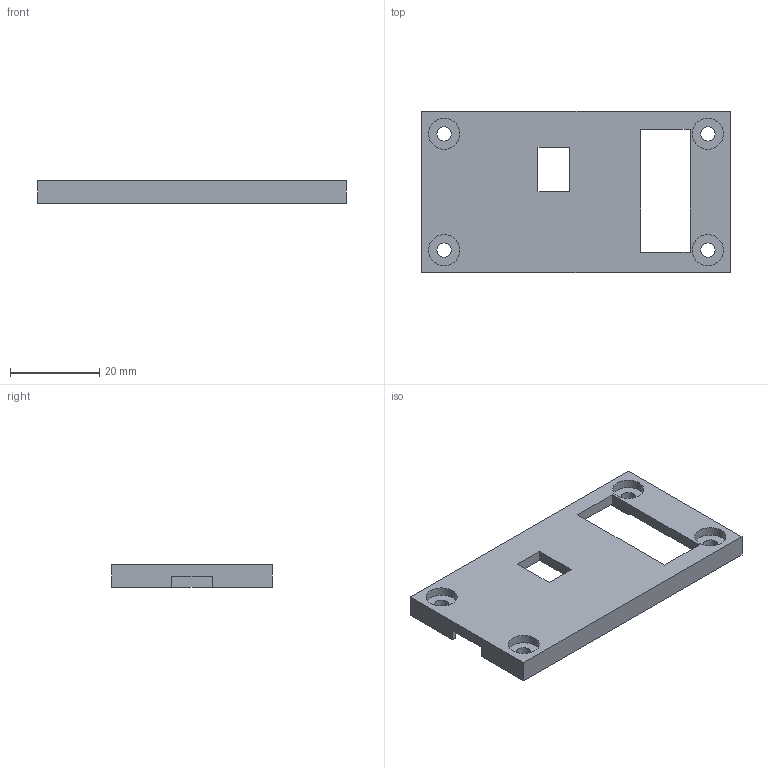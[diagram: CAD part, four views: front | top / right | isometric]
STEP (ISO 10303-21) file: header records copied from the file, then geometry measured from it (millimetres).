
FILE_DESCRIPTION(('FreeCAD Model'),'2;1');
FILE_NAME('uprog2 Housing top.step', '2019-04-04T12:17:12',('Author'),(''), 'Open CASCADE STEP processor 7.2','FreeCAD','Unknown');
FILE_SCHEMA(('AUTOMOTIVE_DESIGN { 1 0 10303 214 1 1 1 1 }'));
Length unit declared in the file: millimetre
Products named in the file (2): Top; Body002
Assembly tree (1 placements, depth 2):
  Top
    Body002
Bounding box: 69 x 36 x 5 mm (x, y, z)
Volume: 5621.2 mm3; surface area: 6253.2 mm2
Topology: 1 solids, 1 shells, 42 faces, 108 edges, 72 vertices
Faces by surface type: plane 34, cylinder 8
Full cylindrical faces by diameter (mm): 3.2 x4, 7 x4
Entity records: 2759 total; most frequent: CARTESIAN_POINT 488, DIRECTION 420, LINE 292, VECTOR 292, ORIENTED_EDGE 216, PCURVE 216, DEFINITIONAL_REPRESENTATION 216, EDGE_CURVE 108
